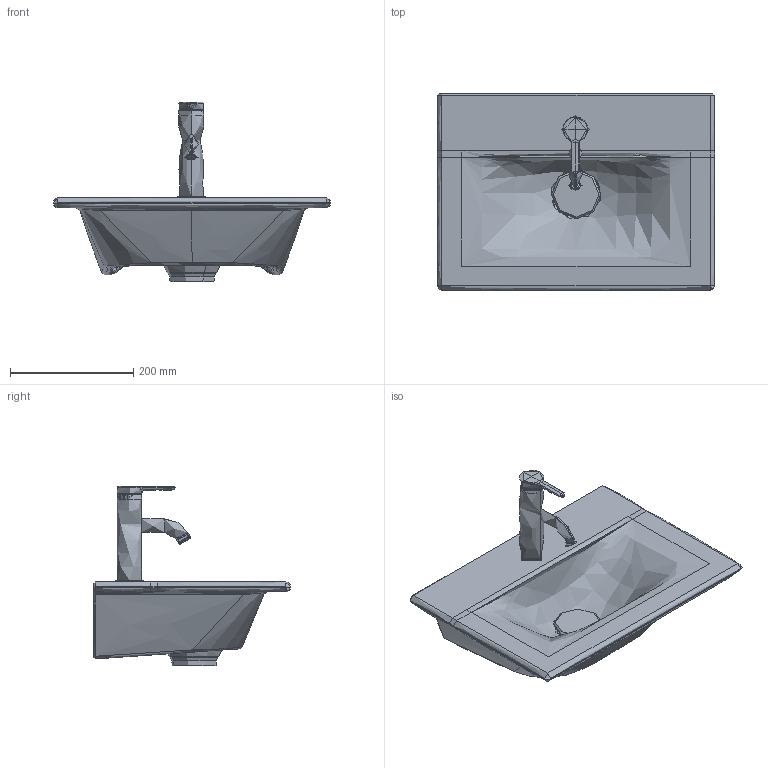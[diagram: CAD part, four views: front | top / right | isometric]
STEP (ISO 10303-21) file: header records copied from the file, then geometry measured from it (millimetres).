
FILE_DESCRIPTION(/* description */ (''),/* implementation_level */ '2;1');
FILE_NAME(/* name */ '073345',/* time_stamp */ '2019-03-08T12:21:02+01:00',/* author */ (''),/* organization */ (''),/* preprocessor_version */ 'ST-DEVELOPER v15',/* originating_system */ '',/* authorisation */ '');
FILE_SCHEMA (('AUTOMOTIVE_DESIGN'));
Length unit declared in the file: millimetre
Products named in the file (1): Document
Bounding box: 449.75 x 319.23 x 291.45 mm (x, y, z)
Volume: 5430408.8 mm3; surface area: 544881.6 mm2
Topology: 6 solids, 12 shells, 676 faces, 1616 edges, 946 vertices
Faces by surface type: bspline 676
Entity records: 83679 total; most frequent: CARTESIAN_POINT 64138, B_SPLINE_CURVE_WITH_KNOTS 3618, ORIENTED_EDGE 3122, PCURVE 3122, DEFINITIONAL_REPRESENTATION 3122, SURFACE_CURVE 1586, EDGE_CURVE 1586, VERTEX_POINT 946
